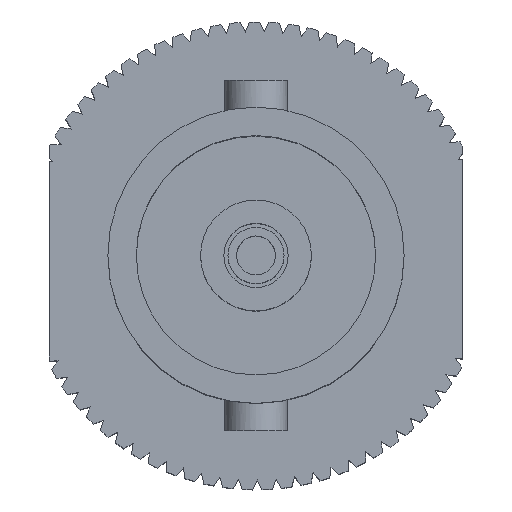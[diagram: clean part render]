
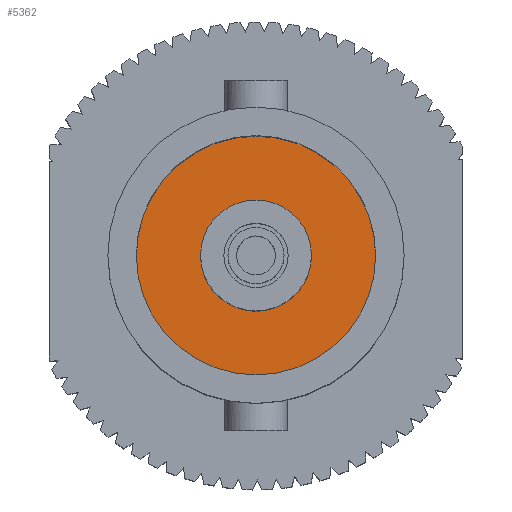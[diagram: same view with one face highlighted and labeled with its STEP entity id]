
A CAD part, top view. The second image highlights one B-rep face of the part: STEP entity #5362.
In plain terms, the highlighted planar face has unit normal (0, 0, 1).
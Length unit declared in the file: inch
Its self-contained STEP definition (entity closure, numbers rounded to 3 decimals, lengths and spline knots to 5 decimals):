
#902=PLANE('',#5847);
#1167=FACE_BOUND('',#1787,.T.);
#1324=FACE_OUTER_BOUND('',#1786,.T.);
#1786=EDGE_LOOP('',(#3717));
#1787=EDGE_LOOP('',(#3718));
#2127=CIRCLE('',#5848,0.15349);
#2128=CIRCLE('',#5849,0.07113);
#2386=VERTEX_POINT('',#8195);
#2387=VERTEX_POINT('',#8197);
#2889=EDGE_CURVE('',#2386,#2386,#2127,.T.);
#2890=EDGE_CURVE('',#2387,#2387,#2128,.T.);
#3717=ORIENTED_EDGE('',*,*,#2889,.T.);
#3718=ORIENTED_EDGE('',*,*,#2890,.F.);
#5362=ADVANCED_FACE('',(#1324,#1167),#902,.F.);
#5847=AXIS2_PLACEMENT_3D('',#8194,#6736,#6737);
#5848=AXIS2_PLACEMENT_3D('',#8196,#6738,#6739);
#5849=AXIS2_PLACEMENT_3D('',#8198,#6740,#6741);
#6736=DIRECTION('center_axis',(0.,0.,-1.));
#6737=DIRECTION('ref_axis',(1.,0.,0.));
#6738=DIRECTION('center_axis',(0.,0.,1.));
#6739=DIRECTION('ref_axis',(1.,0.,0.));
#6740=DIRECTION('center_axis',(0.,0.,1.));
#6741=DIRECTION('ref_axis',(1.,0.,0.));
#8194=CARTESIAN_POINT('Origin',(0.,0.,-0.43));
#8195=CARTESIAN_POINT('',(-0.15349,0.,-0.43));
#8196=CARTESIAN_POINT('Origin',(0.,0.,-0.43));
#8197=CARTESIAN_POINT('',(-0.07113,0.,-0.43));
#8198=CARTESIAN_POINT('Origin',(0.,0.,-0.43));
